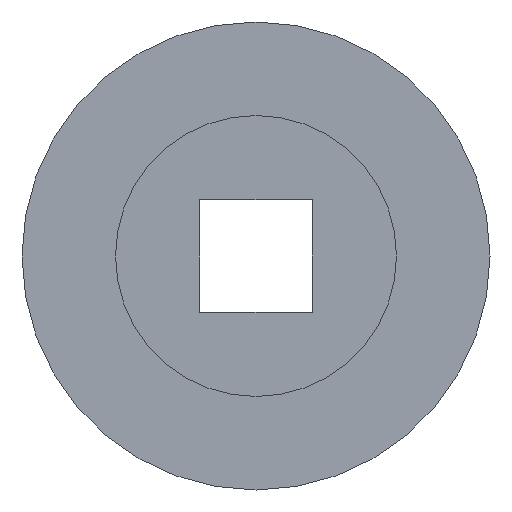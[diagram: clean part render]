
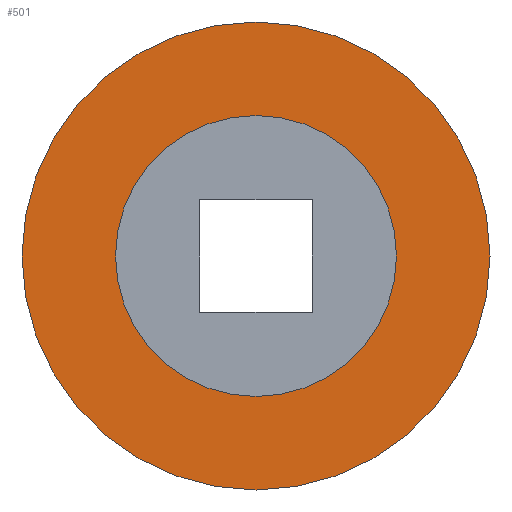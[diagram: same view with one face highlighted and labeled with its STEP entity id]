
A CAD part, front view. The second image highlights one B-rep face of the part: STEP entity #501.
In plain terms, the highlighted planar face has unit normal (0, -1, 0).
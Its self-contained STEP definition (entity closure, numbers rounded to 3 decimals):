
#29 = DIRECTION ( 'NONE',  ( 0., -1., 0. ) ) ;
#44 = DIRECTION ( 'NONE',  ( 0., -1., 0. ) ) ;
#54 = CARTESIAN_POINT ( 'NONE',  ( 0., 35., 33.313 ) ) ;
#61 = DIRECTION ( 'NONE',  ( 0., 0., -1. ) ) ;
#77 = CIRCLE ( 'NONE', #249, 33.313 ) ;
#96 = FACE_OUTER_BOUND ( 'NONE', #221, .T. ) ;
#98 = ORIENTED_EDGE ( 'NONE', *, *, #259, .T. ) ;
#107 = DIRECTION ( 'NONE',  ( 0., 0., -1. ) ) ;
#117 = DIRECTION ( 'NONE',  ( 0., -1., 0. ) ) ;
#124 = CIRCLE ( 'NONE', #334, 33.313 ) ;
#129 = DIRECTION ( 'NONE',  ( 0., 0., -1. ) ) ;
#135 = VERTEX_POINT ( 'NONE', #407 ) ;
#136 = EDGE_CURVE ( 'NONE', #262, #448, #516, .T. ) ;
#147 = CARTESIAN_POINT ( 'NONE',  ( 0., 35., 0. ) ) ;
#149 = VERTEX_POINT ( 'NONE', #54 ) ;
#191 = ORIENTED_EDGE ( 'NONE', *, *, #136, .F. ) ;
#198 = PLANE ( 'NONE',  #277 ) ;
#210 = CARTESIAN_POINT ( 'NONE',  ( 0., 35., 0. ) ) ;
#221 = EDGE_LOOP ( 'NONE', ( #251, #98 ) ) ;
#232 = EDGE_CURVE ( 'NONE', #135, #149, #77, .T. ) ;
#249 = AXIS2_PLACEMENT_3D ( 'NONE', #147, #354, #61 ) ;
#251 = ORIENTED_EDGE ( 'NONE', *, *, #232, .T. ) ;
#254 = DIRECTION ( 'NONE',  ( 0., 0., -1. ) ) ;
#259 = EDGE_CURVE ( 'NONE', #149, #135, #124, .T. ) ;
#262 = VERTEX_POINT ( 'NONE', #385 ) ;
#269 = AXIS2_PLACEMENT_3D ( 'NONE', #210, #292, #254 ) ;
#277 = AXIS2_PLACEMENT_3D ( 'NONE', #437, #44, #129 ) ;
#291 = AXIS2_PLACEMENT_3D ( 'NONE', #476, #117, #107 ) ;
#292 = DIRECTION ( 'NONE',  ( 0., -1., 0. ) ) ;
#302 = DIRECTION ( 'NONE',  ( 0., 0., -1. ) ) ;
#334 = AXIS2_PLACEMENT_3D ( 'NONE', #384, #29, #302 ) ;
#335 = EDGE_LOOP ( 'NONE', ( #499, #191 ) ) ;
#354 = DIRECTION ( 'NONE',  ( 0., -1., 0. ) ) ;
#361 = CARTESIAN_POINT ( 'NONE',  ( 0., 35., -20. ) ) ;
#384 = CARTESIAN_POINT ( 'NONE',  ( 0., 35., 0. ) ) ;
#385 = CARTESIAN_POINT ( 'NONE',  ( 0., 35., 20. ) ) ;
#395 = EDGE_CURVE ( 'NONE', #448, #262, #411, .T. ) ;
#407 = CARTESIAN_POINT ( 'NONE',  ( 0., 35., -33.313 ) ) ;
#411 = CIRCLE ( 'NONE', #291, 20. ) ;
#437 = CARTESIAN_POINT ( 'NONE',  ( 20., 35., 0. ) ) ;
#448 = VERTEX_POINT ( 'NONE', #361 ) ;
#476 = CARTESIAN_POINT ( 'NONE',  ( 0., 35., 0. ) ) ;
#499 = ORIENTED_EDGE ( 'NONE', *, *, #395, .F. ) ;
#501 = ADVANCED_FACE ( 'NONE', ( #96, #508 ), #198, .T. ) ;
#508 = FACE_BOUND ( 'NONE', #335, .T. ) ;
#516 = CIRCLE ( 'NONE', #269, 20. ) ;
